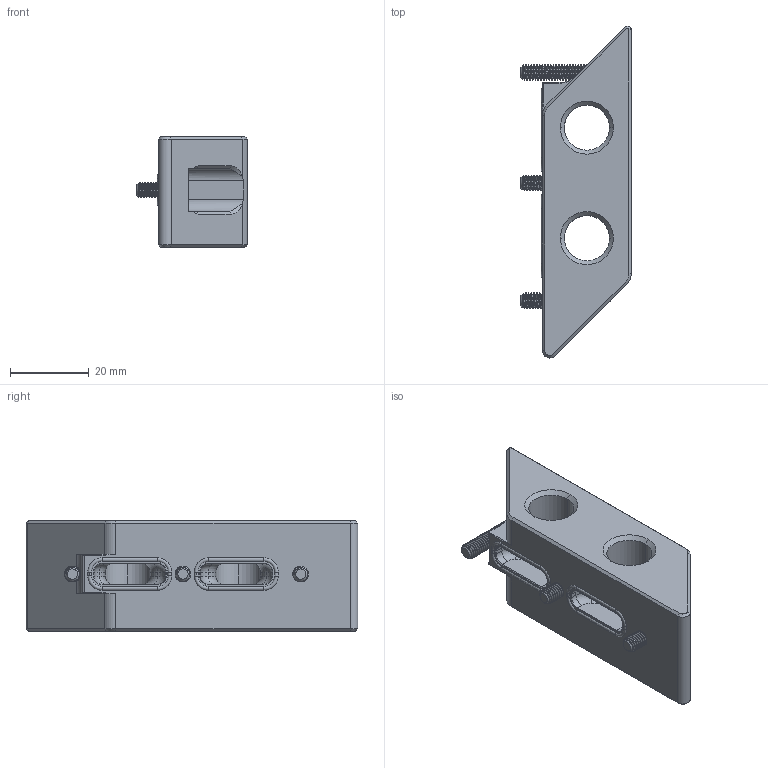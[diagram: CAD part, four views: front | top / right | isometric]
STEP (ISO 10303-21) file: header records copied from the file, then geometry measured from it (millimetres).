
FILE_DESCRIPTION (( 'STEP AP203' ), '1' );
FILE_NAME ('3D_Model_TG-DM-ACC-0001_DeltaMate_GPU_Block_-_Through_Terminal.STEP', '2025-09-02T15:51:53', ( '' ), ( '' ), 'SwSTEP 2.0', 'SolidWorks 2024', '' );
FILE_SCHEMA (( 'CONFIG_CONTROL_DESIGN' ));
Products named in the file (1): 3D_Model_TG-DM-ACC-0001_DeltaMate_GPU_Block_-_Through_Terminal
Bounding box: 28 x 84.05 x 28 mm (x, y, z)
Volume: 33498.5 mm3; surface area: 11104.3 mm2
Topology: 1 solids, 1 shells, 343 faces, 902 edges, 569 vertices
Faces by surface type: cylinder 135, plane 79, cone 70, torus 36, bspline 23
Entity records: 32392 total; most frequent: CARTESIAN_POINT 24497, ORIENTED_EDGE 1792, DIRECTION 1510, EDGE_CURVE 896, AXIS2_PLACEMENT_3D 575, VERTEX_POINT 569, EDGE_LOOP 367, LINE 360
